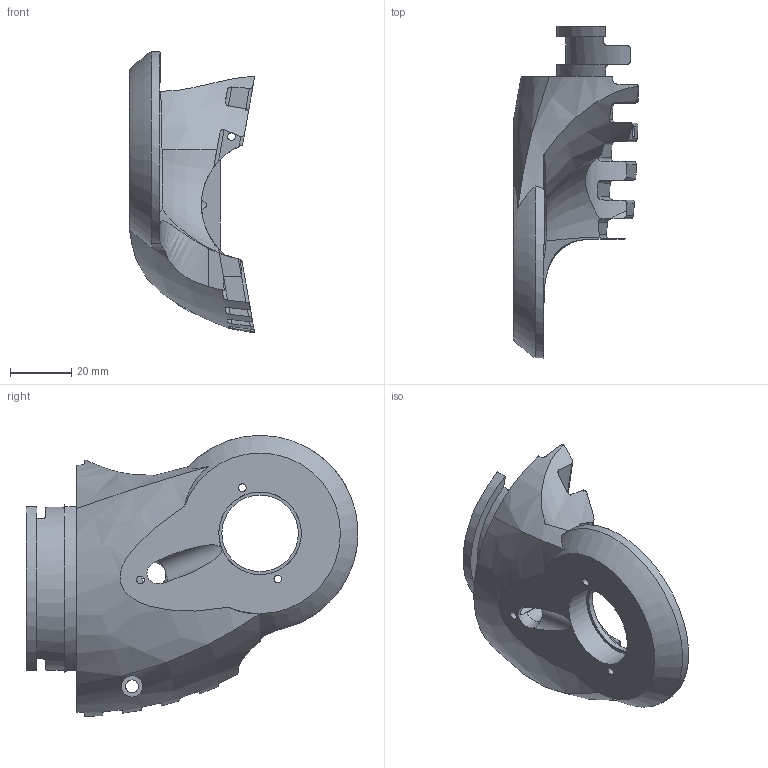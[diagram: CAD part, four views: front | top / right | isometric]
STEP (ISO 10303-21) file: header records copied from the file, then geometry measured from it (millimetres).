
FILE_DESCRIPTION(/* description */ ('STEP AP214'),/* implementation_level */ '2;1');
FILE_NAME(/* name */ '683c512a4258294a187f3de2',/* time_stamp */ '2025-06-01T13:10:03Z',/* author */ (''),/* organization */ (''),/* preprocessor_version */ 'ST-DEVELOPER v20',/* originating_system */ 'ONSHAPE BY PTC INC, 1.198',/* authorisation */ ' ');
FILE_SCHEMA (('AUTOMOTIVE_DESIGN {1 0 10303 214 3 1 1}'));
Length unit declared in the file: metre
Products named in the file (1): Part 50
Bounding box: 40.9 x 108.5 x 91.89 mm (x, y, z)
Volume: 98738.2 mm3; surface area: 23493.7 mm2
Topology: 1 solids, 1 shells, 125 faces, 382 edges, 254 vertices
Faces by surface type: cylinder 61, plane 50, bspline 10, torus 4
Full cylindrical faces by diameter (mm): 2.5 x11, 4.2 x1, 5.2 x1, 7 x1, 8 x1, 25 x1, 27 x1
Entity records: 4733 total; most frequent: CARTESIAN_POINT 1641, ORIENTED_EDGE 698, DIRECTION 517, EDGE_CURVE 349, VERTEX_POINT 240, AXIS2_PLACEMENT_3D 199, EDGE_LOOP 169, FACE_BOUND 169
